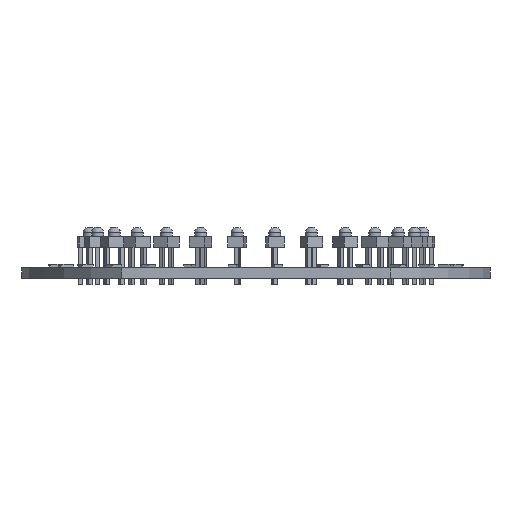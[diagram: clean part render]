
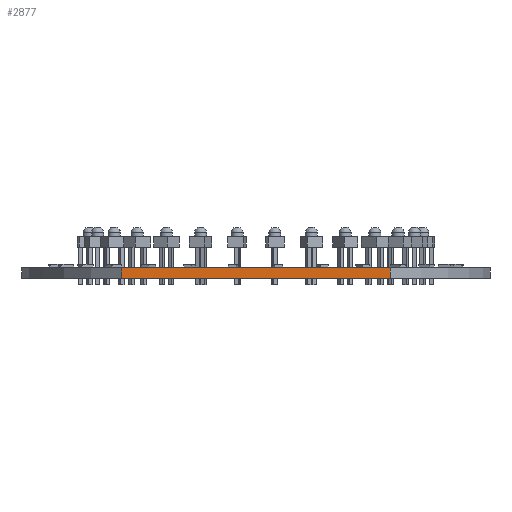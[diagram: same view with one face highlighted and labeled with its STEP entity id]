
A CAD part, front view. The second image highlights one B-rep face of the part: STEP entity #2877.
In plain terms, the highlighted planar face has unit normal (0, -1, 0).
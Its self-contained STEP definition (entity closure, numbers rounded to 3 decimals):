
#1853 = VERTEX_POINT('',#1854);
#1854 = CARTESIAN_POINT('',(170.,-165.,1.6));
#1860 = EDGE_CURVE('',#1861,#1853,#1863,.T.);
#1861 = VERTEX_POINT('',#1862);
#1862 = CARTESIAN_POINT('',(170.,-165.,0.));
#1863 = LINE('',#1864,#1865);
#1864 = CARTESIAN_POINT('',(170.,-165.,0.));
#1865 = VECTOR('',#1866,1.);
#1866 = DIRECTION('',(0.,0.,1.));
#1884 = EDGE_CURVE('',#1861,#1885,#1887,.T.);
#1885 = VERTEX_POINT('',#1886);
#1886 = CARTESIAN_POINT('',(130.,-165.,0.));
#1887 = LINE('',#1888,#1889);
#1888 = CARTESIAN_POINT('',(170.,-165.,0.));
#1889 = VECTOR('',#1890,1.);
#1890 = DIRECTION('',(-1.,0.,0.));
#2375 = EDGE_CURVE('',#1853,#2376,#2378,.T.);
#2376 = VERTEX_POINT('',#2377);
#2377 = CARTESIAN_POINT('',(130.,-165.,1.6));
#2378 = LINE('',#2379,#2380);
#2379 = CARTESIAN_POINT('',(170.,-165.,1.6));
#2380 = VECTOR('',#2381,1.);
#2381 = DIRECTION('',(-1.,0.,0.));
#2877 = ADVANCED_FACE('',(#2878),#2889,.T.);
#2878 = FACE_BOUND('',#2879,.T.);
#2879 = EDGE_LOOP('',(#2880,#2881,#2882,#2888));
#2880 = ORIENTED_EDGE('',*,*,#1860,.T.);
#2881 = ORIENTED_EDGE('',*,*,#2375,.T.);
#2882 = ORIENTED_EDGE('',*,*,#2883,.F.);
#2883 = EDGE_CURVE('',#1885,#2376,#2884,.T.);
#2884 = LINE('',#2885,#2886);
#2885 = CARTESIAN_POINT('',(130.,-165.,0.));
#2886 = VECTOR('',#2887,1.);
#2887 = DIRECTION('',(0.,0.,1.));
#2888 = ORIENTED_EDGE('',*,*,#1884,.F.);
#2889 = PLANE('',#2890);
#2890 = AXIS2_PLACEMENT_3D('',#2891,#2892,#2893);
#2891 = CARTESIAN_POINT('',(170.,-165.,0.));
#2892 = DIRECTION('',(0.,-1.,0.));
#2893 = DIRECTION('',(-1.,0.,0.));
